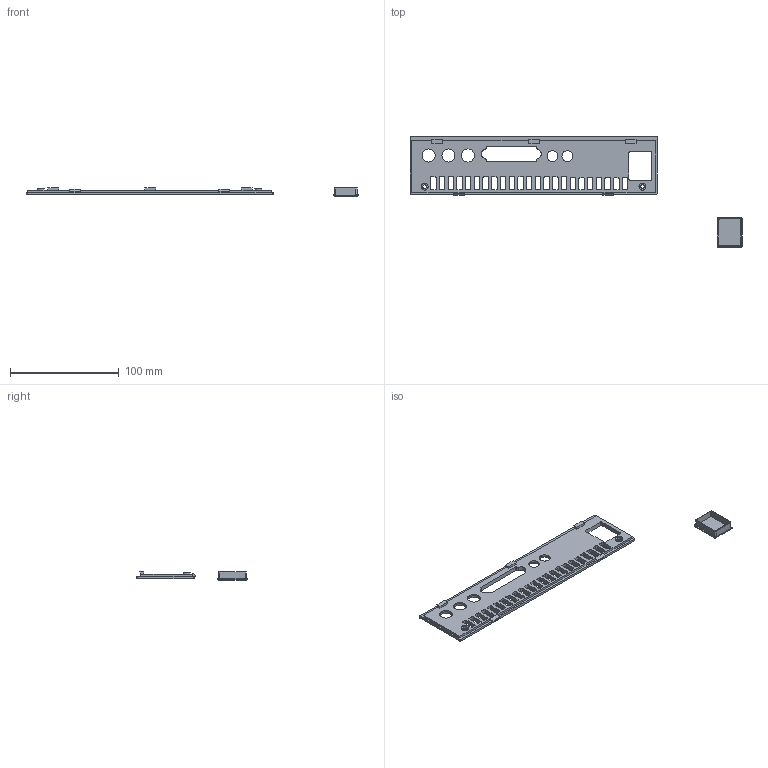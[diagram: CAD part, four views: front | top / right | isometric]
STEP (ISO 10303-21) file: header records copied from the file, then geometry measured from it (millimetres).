
FILE_DESCRIPTION(('HOOPS Exchange Step'),'2;1');
FILE_NAME('temp_export','2025-06-09T14:41:29-04:00',('mcbeav'),('Shapr3D Limited'),'HOOPS Exchange 2024.8','Shapr3D','Authorized');
FILE_SCHEMA( ('AP242_MANAGED_MODEL_BASED_3D_ENGINEERING_MIM_LF {1 0 10303 442 1 1 4}') );
Length unit declared in the file: millimetre
Products named in the file (1): root
Bounding box: 304.8 x 101.8 x 7.4 mm (x, y, z)
Volume: 33201.4 mm3; surface area: 27969.8 mm2
Topology: 2 solids, 2 shells, 529 faces, 1447 edges, 958 vertices
Faces by surface type: plane 295, cylinder 230, torus 4
Full cylindrical faces by diameter (mm): 0.8 x2, 3.4 x2, 6.4 x2, 6.8 x2, 10 x2, 12 x3
Entity records: 16995 total; most frequent: DIRECTION 2973, CARTESIAN_POINT 2936, ORIENTED_EDGE 2894, EDGE_CURVE 1447, AXIS2_PLACEMENT_3D 995, VECTOR 983, LINE 983, VERTEX_POINT 958
